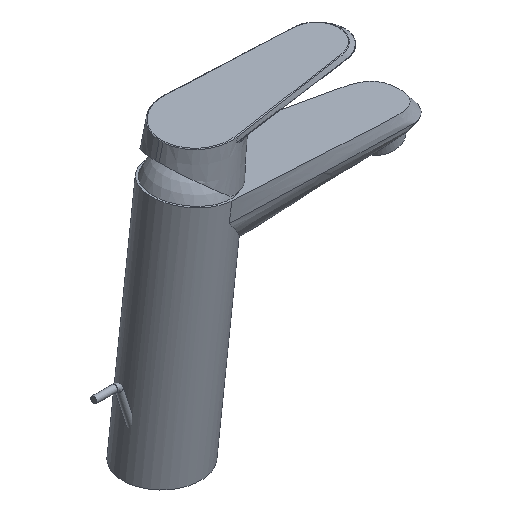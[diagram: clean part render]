
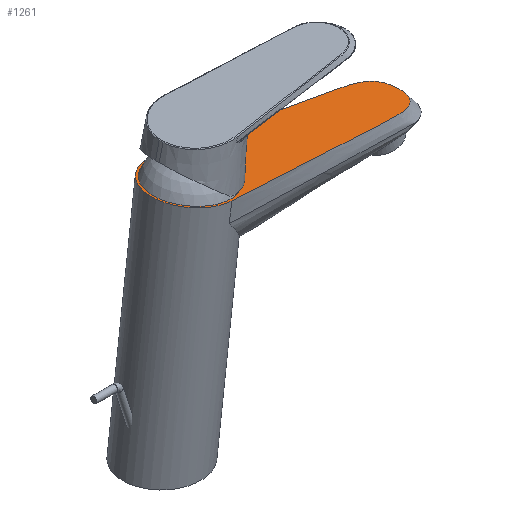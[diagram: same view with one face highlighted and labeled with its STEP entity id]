
A CAD part, isometric view. The second image highlights one B-rep face of the part: STEP entity #1261.
In plain terms, the highlighted planar face has unit normal (0.122, 0, 0.993).
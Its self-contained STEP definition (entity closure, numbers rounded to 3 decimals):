
#101=PLANE('',#1399);
#216=CIRCLE('',#1397,25.);
#423=ORIENTED_EDGE('',*,*,#678,.T.);
#424=ORIENTED_EDGE('',*,*,#673,.F.);
#425=ORIENTED_EDGE('',*,*,#679,.T.);
#673=EDGE_CURVE('',#859,#860,#216,.T.);
#678=EDGE_CURVE('',#864,#860,#1013,.T.);
#679=EDGE_CURVE('',#859,#864,#1014,.T.);
#859=VERTEX_POINT('',#7377);
#860=VERTEX_POINT('',#7379);
#864=VERTEX_POINT('',#7509);
#1013=B_SPLINE_CURVE_WITH_KNOTS('',3,(#7486,#7487,#7488,#7489,#7490,#7491,
#7492,#7493,#7494,#7495,#7496,#7497,#7498,#7499,#7500,#7501,#7502,#7503,
#7504,#7505,#7506,#7507,#7508),.UNSPECIFIED.,.F.,.F.,(4,1,1,1,1,1,1,1,1,
1,1,1,1,1,1,1,1,1,1,1,4),(0.,0.005,0.009,0.011,
0.014,0.016,0.018,0.023,
0.027,0.032,0.036,0.045,
0.054,0.063,0.072,0.081,
0.09,0.109,0.127,0.136,
0.145),.UNSPECIFIED.);
#1014=B_SPLINE_CURVE_WITH_KNOTS('',3,(#7510,#7511,#7512,#7513,#7514,#7515,
#7516,#7517,#7518,#7519,#7520,#7521,#7522,#7523,#7524,#7525,#7526,#7527,
#7528,#7529,#7530),.UNSPECIFIED.,.F.,.F.,(4,1,1,1,1,1,1,1,1,1,1,1,1,1,1,
1,1,1,4),(0.,0.009,0.018,0.036,
0.054,0.063,0.071,0.08,
0.089,0.098,0.107,0.112,
0.116,0.121,0.125,0.13,
0.134,0.139,0.143),.UNSPECIFIED.);
#1075=EDGE_LOOP('',(#423,#424,#425));
#1159=FACE_BOUND('',#1075,.T.);
#1261=ADVANCED_FACE('',(#1159),#101,.F.);
#1397=AXIS2_PLACEMENT_3D('',#7378,#1537,#1538);
#1399=AXIS2_PLACEMENT_3D('',#7485,#1541,#1542);
#1537=DIRECTION('',(-0.122,0.,-0.993));
#1538=DIRECTION('',(-0.993,0.,0.122));
#1541=DIRECTION('',(-0.122,0.,-0.993));
#1542=DIRECTION('',(-0.993,0.,0.122));
#7377=CARTESIAN_POINT('',(20.399,-24.881,146.117));
#7378=CARTESIAN_POINT('',(17.977,0.,146.415));
#7379=CARTESIAN_POINT('',(18.885,24.983,146.303));
#7485=CARTESIAN_POINT('',(-6.364,0.,149.404));
#7486=CARTESIAN_POINT('',(152.782,0.,129.863));
#7487=CARTESIAN_POINT('',(152.782,1.524,129.863));
#7488=CARTESIAN_POINT('',(152.528,4.536,129.894));
#7489=CARTESIAN_POINT('',(151.221,8.146,130.055));
#7490=CARTESIAN_POINT('',(149.439,10.638,130.273));
#7491=CARTESIAN_POINT('',(147.822,12.211,130.472));
#7492=CARTESIAN_POINT('',(145.922,13.496,130.705));
#7493=CARTESIAN_POINT('',(143.211,14.78,131.038));
#7494=CARTESIAN_POINT('',(139.559,15.819,131.486));
#7495=CARTESIAN_POINT('',(135.131,16.487,132.03));
#7496=CARTESIAN_POINT('',(130.672,16.933,132.578));
#7497=CARTESIAN_POINT('',(124.719,17.446,133.309));
#7498=CARTESIAN_POINT('',(117.267,17.999,134.223));
#7499=CARTESIAN_POINT('',(108.324,18.646,135.322));
#7500=CARTESIAN_POINT('',(99.381,19.286,136.42));
#7501=CARTESIAN_POINT('',(90.437,19.924,137.518));
#7502=CARTESIAN_POINT('',(81.494,20.56,138.616));
#7503=CARTESIAN_POINT('',(69.568,21.4,140.08));
#7504=CARTESIAN_POINT('',(54.661,22.447,141.911));
#7505=CARTESIAN_POINT('',(39.756,23.527,143.741));
#7506=CARTESIAN_POINT('',(27.832,24.39,145.205));
#7507=CARTESIAN_POINT('',(21.867,24.781,145.937));
#7508=CARTESIAN_POINT('',(18.885,24.983,146.303));
#7509=CARTESIAN_POINT('',(152.782,0.,129.863));
#7510=CARTESIAN_POINT('',(20.399,-24.881,146.117));
#7511=CARTESIAN_POINT('',(23.352,-24.681,145.755));
#7512=CARTESIAN_POINT('',(29.259,-24.296,145.03));
#7513=CARTESIAN_POINT('',(41.065,-23.426,143.58));
#7514=CARTESIAN_POINT('',(55.826,-22.366,141.768));
#7515=CARTESIAN_POINT('',(70.588,-21.328,139.955));
#7516=CARTESIAN_POINT('',(82.397,-20.496,138.505));
#7517=CARTESIAN_POINT('',(91.254,-19.865,137.418));
#7518=CARTESIAN_POINT('',(100.111,-19.235,136.33));
#7519=CARTESIAN_POINT('',(108.967,-18.6,135.243));
#7520=CARTESIAN_POINT('',(117.823,-17.959,134.155));
#7521=CARTESIAN_POINT('',(125.203,-17.408,133.249));
#7522=CARTESIAN_POINT('',(131.098,-16.893,132.525));
#7523=CARTESIAN_POINT('',(135.521,-16.442,131.982));
#7524=CARTESIAN_POINT('',(139.883,-15.745,131.447));
#7525=CARTESIAN_POINT('',(144.166,-14.488,130.921));
#7526=CARTESIAN_POINT('',(148.088,-12.248,130.439));
#7527=CARTESIAN_POINT('',(150.996,-8.78,130.082));
#7528=CARTESIAN_POINT('',(152.534,-4.496,129.893));
#7529=CARTESIAN_POINT('',(152.782,-1.503,129.863));
#7530=CARTESIAN_POINT('',(152.782,0.,129.863));
